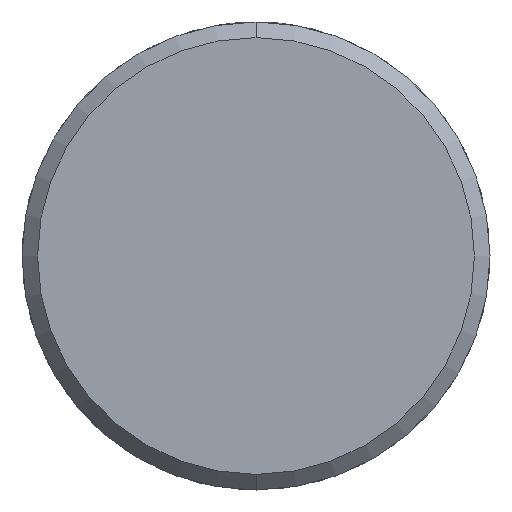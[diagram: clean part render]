
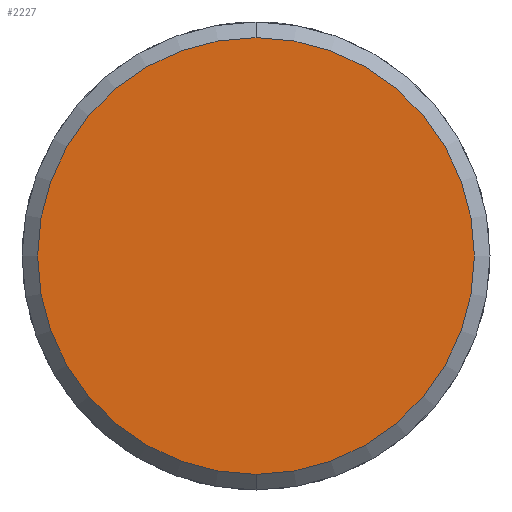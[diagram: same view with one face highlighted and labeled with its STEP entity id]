
A CAD part, front view. The second image highlights one B-rep face of the part: STEP entity #2227.
In plain terms, the highlighted planar face has unit normal (0, -1, 0).
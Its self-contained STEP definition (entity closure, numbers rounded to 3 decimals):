
#73 = DIRECTION ( 'NONE',  ( 0., 1., 0. ) ) ;
#286 = FACE_OUTER_BOUND ( 'NONE', #1775, .T. ) ;
#330 = CARTESIAN_POINT ( 'NONE',  ( 0., 0., 0. ) ) ;
#482 = AXIS2_PLACEMENT_3D ( 'NONE', #330, #1022, #930 ) ;
#487 = CARTESIAN_POINT ( 'NONE',  ( 0., 0., 14. ) ) ;
#525 = AXIS2_PLACEMENT_3D ( 'NONE', #986, #73, #1834 ) ;
#537 = ORIENTED_EDGE ( 'NONE', *, *, #1793, .T. ) ;
#850 = DIRECTION ( 'NONE',  ( 0., 0., 1. ) ) ;
#890 = CARTESIAN_POINT ( 'NONE',  ( 0., 0., -14. ) ) ;
#930 = DIRECTION ( 'NONE',  ( 0., 0., 1. ) ) ;
#986 = CARTESIAN_POINT ( 'NONE',  ( 0., 0., 0. ) ) ;
#1022 = DIRECTION ( 'NONE',  ( 0., -1., 0. ) ) ;
#1160 = PLANE ( 'NONE',  #525 ) ;
#1216 = AXIS2_PLACEMENT_3D ( 'NONE', #2267, #1897, #850 ) ;
#1284 = VERTEX_POINT ( 'NONE', #487 ) ;
#1475 = VERTEX_POINT ( 'NONE', #890 ) ;
#1559 = CIRCLE ( 'NONE', #1216, 14. ) ;
#1775 = EDGE_LOOP ( 'NONE', ( #537, #2172 ) ) ;
#1793 = EDGE_CURVE ( 'NONE', #1284, #1475, #1559, .T. ) ;
#1834 = DIRECTION ( 'NONE',  ( 0., 0., 1. ) ) ;
#1889 = CIRCLE ( 'NONE', #482, 14. ) ;
#1897 = DIRECTION ( 'NONE',  ( 0., -1., 0. ) ) ;
#1939 = EDGE_CURVE ( 'NONE', #1475, #1284, #1889, .T. ) ;
#2172 = ORIENTED_EDGE ( 'NONE', *, *, #1939, .T. ) ;
#2227 = ADVANCED_FACE ( 'NONE', ( #286 ), #1160, .F. ) ;
#2267 = CARTESIAN_POINT ( 'NONE',  ( 0., 0., 0. ) ) ;
